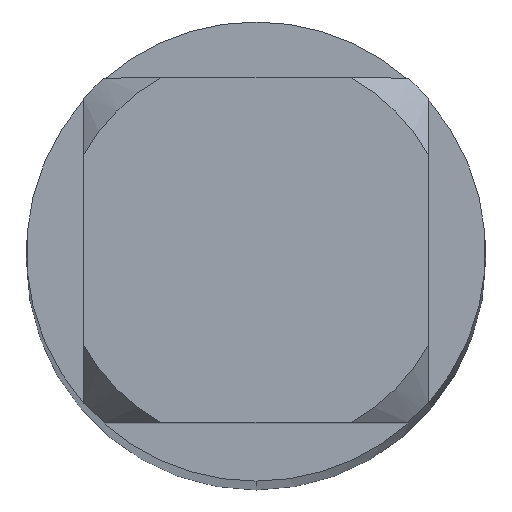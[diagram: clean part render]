
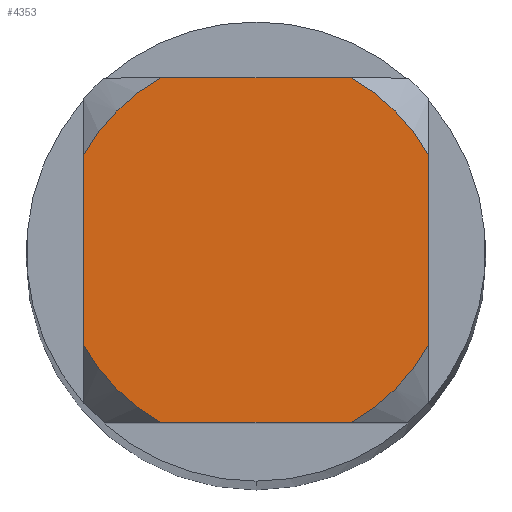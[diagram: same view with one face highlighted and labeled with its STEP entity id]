
A CAD part, top view. The second image highlights one B-rep face of the part: STEP entity #4353.
In plain terms, the highlighted planar face has unit normal (0, 0, 1).
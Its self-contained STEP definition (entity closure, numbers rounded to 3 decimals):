
#3649=VERTEX_POINT('',#9827);
#3707=EDGE_CURVE('',#6815,#3649,#9888,.T.);
#4353=ADVANCED_FACE('',(#10588),#10589,.T.);
#4451=EDGE_CURVE('',#7595,#6513,#10699,.T.);
#4913=EDGE_CURVE('',#7245,#8745,#11194,.T.);
#5905=EDGE_CURVE('',#7595,#3649,#12261,.T.);
#6455=EDGE_CURVE('',#9111,#7443,#12864,.T.);
#6513=VERTEX_POINT('',#12926);
#6815=VERTEX_POINT('',#13261);
#7245=VERTEX_POINT('',#13736);
#7443=VERTEX_POINT('',#13954);
#7595=VERTEX_POINT('',#14118);
#7993=EDGE_CURVE('',#7245,#6513,#14558,.T.);
#8503=EDGE_CURVE('',#9111,#8745,#15119,.T.);
#8745=VERTEX_POINT('',#15383);
#8861=EDGE_CURVE('',#6815,#7443,#15512,.T.);
#9111=VERTEX_POINT('',#15779);
#9827=CARTESIAN_POINT('',(1.05,0.581,0.0));
#9888=LINE('',#17099,#17100);
#10588=FACE_OUTER_BOUND('',#18339,.T.);
#10589=PLANE('',#18340);
#10699=LINE('',#18491,#18492);
#11194=LINE('',#19368,#19369);
#12261=CIRCLE('',#21403,1.2);
#12864=LINE('',#22662,#22663);
#12926=CARTESIAN_POINT('',(-0.581,1.05,0.0));
#13261=CARTESIAN_POINT('',(1.05,-0.581,0.0));
#13736=CARTESIAN_POINT('',(-1.05,0.581,0.0));
#13954=CARTESIAN_POINT('',(0.581,-1.05,0.0));
#14118=CARTESIAN_POINT('',(0.581,1.05,0.0));
#14558=CIRCLE('',#25553,1.2);
#15119=CIRCLE('',#26551,1.2);
#15383=CARTESIAN_POINT('',(-1.05,-0.581,0.0));
#15512=CIRCLE('',#27198,1.2);
#15779=CARTESIAN_POINT('',(-0.581,-1.05,0.0));
#17099=CARTESIAN_POINT('',(1.05,0.3,0.0));
#17100=VECTOR('',#28622,1.0);
#18339=EDGE_LOOP('',(#29314,#29315,#29316,#29317,#29318,#29319,#29320,#29321));
#18340=AXIS2_PLACEMENT_3D('',#29322,#29323,#29324);
#18491=CARTESIAN_POINT('',(0.0,1.05,0.0));
#18492=VECTOR('',#29477,1.0);
#19368=CARTESIAN_POINT('',(-1.05,0.3,0.0));
#19369=VECTOR('',#29915,1.0);
#21403=AXIS2_PLACEMENT_3D('',#31136,#31137,#31138);
#22662=CARTESIAN_POINT('',(0.0,-1.05,0.0));
#22663=VECTOR('',#31796,1.0);
#25553=AXIS2_PLACEMENT_3D('',#34106,#34107,#34108);
#26551=AXIS2_PLACEMENT_3D('',#34747,#34748,#34749);
#27198=AXIS2_PLACEMENT_3D('',#35184,#35185,#35186);
#28622=DIRECTION('',(-0.0,1.0,0.0));
#29314=ORIENTED_EDGE('',*,*,#4913,.T.);
#29315=ORIENTED_EDGE('',*,*,#8503,.F.);
#29316=ORIENTED_EDGE('',*,*,#6455,.T.);
#29317=ORIENTED_EDGE('',*,*,#8861,.F.);
#29318=ORIENTED_EDGE('',*,*,#3707,.T.);
#29319=ORIENTED_EDGE('',*,*,#5905,.F.);
#29320=ORIENTED_EDGE('',*,*,#4451,.T.);
#29321=ORIENTED_EDGE('',*,*,#7993,.F.);
#29322=CARTESIAN_POINT('',(0.0,0.6,0.0));
#29323=DIRECTION('',(-0.0,0.0,1.0));
#29324=DIRECTION('',(0.0,-1.0,0.0));
#29477=DIRECTION('',(-1.0,0.0,0.0));
#29915=DIRECTION('',(-0.0,-1.0,0.0));
#31136=CARTESIAN_POINT('',(0.0,0.0,0.0));
#31137=DIRECTION('',(0.0,0.0,-1.0));
#31138=DIRECTION('',(0.0,1.0,0.0));
#31796=DIRECTION('',(1.0,0.0,0.0));
#34106=CARTESIAN_POINT('',(0.0,0.0,0.0));
#34107=DIRECTION('',(0.0,0.0,-1.0));
#34108=DIRECTION('',(0.0,1.0,0.0));
#34747=CARTESIAN_POINT('',(0.0,0.0,0.0));
#34748=DIRECTION('',(0.0,0.0,-1.0));
#34749=DIRECTION('',(0.0,1.0,0.0));
#35184=CARTESIAN_POINT('',(0.0,0.0,0.0));
#35185=DIRECTION('',(0.0,0.0,-1.0));
#35186=DIRECTION('',(0.0,1.0,0.0));
